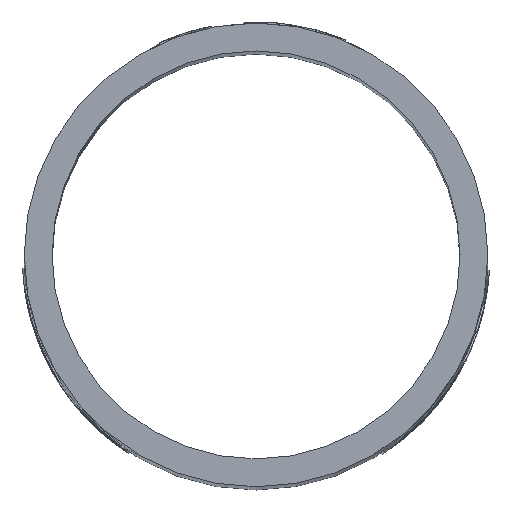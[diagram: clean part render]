
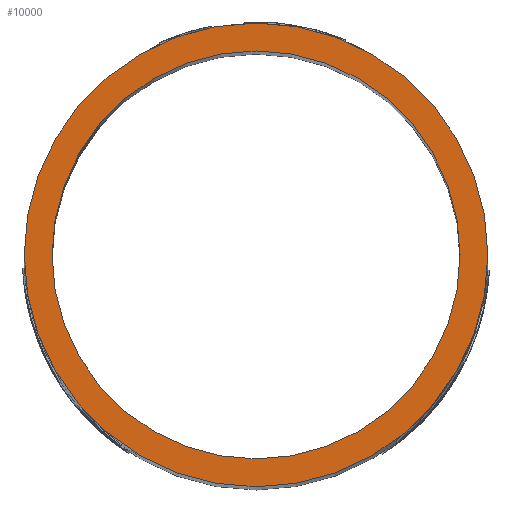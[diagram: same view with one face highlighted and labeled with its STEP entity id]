
A CAD part, top view. The second image highlights one B-rep face of the part: STEP entity #10000.
In plain terms, the highlighted planar face has unit normal (0, 0, 1).
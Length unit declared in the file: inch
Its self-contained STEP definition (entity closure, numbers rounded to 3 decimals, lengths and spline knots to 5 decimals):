
#638 = EDGE_CURVE ( 'NONE', #5615, #12019, #5587, .T. ) ;
#2950 = VERTEX_POINT ( 'NONE', #19336 ) ;
#5542 = AXIS2_PLACEMENT_3D ( 'NONE', #15469, #36741, #18546 ) ;
#5587 = CIRCLE ( 'NONE', #5916, 0.43307 ) ;
#5615 = VERTEX_POINT ( 'NONE', #12137 ) ;
#5916 = AXIS2_PLACEMENT_3D ( 'NONE', #10756, #10629, #10502 ) ;
#7174 = VERTEX_POINT ( 'NONE', #13968 ) ;
#9775 = ORIENTED_EDGE ( 'NONE', *, *, #18316, .F. ) ;
#10000 = ADVANCED_FACE ( 'NONE', ( #13657, #29871 ), #12302, .F. ) ;
#10502 = DIRECTION ( 'NONE',  ( 1., 0., 0. ) ) ;
#10629 = DIRECTION ( 'NONE',  ( 0., 0., 1. ) ) ;
#10756 = CARTESIAN_POINT ( 'NONE',  ( 0., 0., 1.9685 ) ) ;
#10869 = EDGE_CURVE ( 'NONE', #7174, #2950, #18712, .T. ) ;
#12019 = VERTEX_POINT ( 'NONE', #19392 ) ;
#12137 = CARTESIAN_POINT ( 'NONE',  ( -0.43307, 0., 1.9685 ) ) ;
#12302 = PLANE ( 'NONE',  #5542 ) ;
#13657 = FACE_BOUND ( 'NONE', #26200, .T. ) ;
#13810 = CARTESIAN_POINT ( 'NONE',  ( 0., 0., 1.9685 ) ) ;
#13968 = CARTESIAN_POINT ( 'NONE',  ( -0.49213, 0., 1.9685 ) ) ;
#14863 = DIRECTION ( 'NONE',  ( 0., 0., -1. ) ) ;
#15469 = CARTESIAN_POINT ( 'NONE',  ( 0., 0., 1.9685 ) ) ;
#16862 = DIRECTION ( 'NONE',  ( 1., 0., 0. ) ) ;
#17446 = ORIENTED_EDGE ( 'NONE', *, *, #638, .F. ) ;
#17748 = CARTESIAN_POINT ( 'NONE',  ( 0., 0., 1.9685 ) ) ;
#18009 = ORIENTED_EDGE ( 'NONE', *, *, #10869, .F. ) ;
#18316 = EDGE_CURVE ( 'NONE', #2950, #7174, #20487, .T. ) ;
#18546 = DIRECTION ( 'NONE',  ( -1., 0., 0. ) ) ;
#18712 = CIRCLE ( 'NONE', #23487, 0.49213 ) ;
#19336 = CARTESIAN_POINT ( 'NONE',  ( 0.49213, 0., 1.9685 ) ) ;
#19392 = CARTESIAN_POINT ( 'NONE',  ( 0.43307, 0., 1.9685 ) ) ;
#20487 = CIRCLE ( 'NONE', #25934, 0.49213 ) ;
#20806 = DIRECTION ( 'NONE',  ( 1., 0., 0. ) ) ;
#21206 = CIRCLE ( 'NONE', #24611, 0.43307 ) ;
#23487 = AXIS2_PLACEMENT_3D ( 'NONE', #33079, #14863, #36130 ) ;
#24611 = AXIS2_PLACEMENT_3D ( 'NONE', #17748, #39012, #20806 ) ;
#25934 = AXIS2_PLACEMENT_3D ( 'NONE', #13810, #35067, #16862 ) ;
#26200 = EDGE_LOOP ( 'NONE', ( #27178, #17446 ) ) ;
#27178 = ORIENTED_EDGE ( 'NONE', *, *, #30231, .F. ) ;
#29587 = EDGE_LOOP ( 'NONE', ( #9775, #18009 ) ) ;
#29871 = FACE_OUTER_BOUND ( 'NONE', #29587, .T. ) ;
#30231 = EDGE_CURVE ( 'NONE', #12019, #5615, #21206, .T. ) ;
#33079 = CARTESIAN_POINT ( 'NONE',  ( 0., 0., 1.9685 ) ) ;
#35067 = DIRECTION ( 'NONE',  ( 0., 0., -1. ) ) ;
#36130 = DIRECTION ( 'NONE',  ( 1., 0., 0. ) ) ;
#36741 = DIRECTION ( 'NONE',  ( 0., 0., -1. ) ) ;
#39012 = DIRECTION ( 'NONE',  ( 0., 0., 1. ) ) ;
